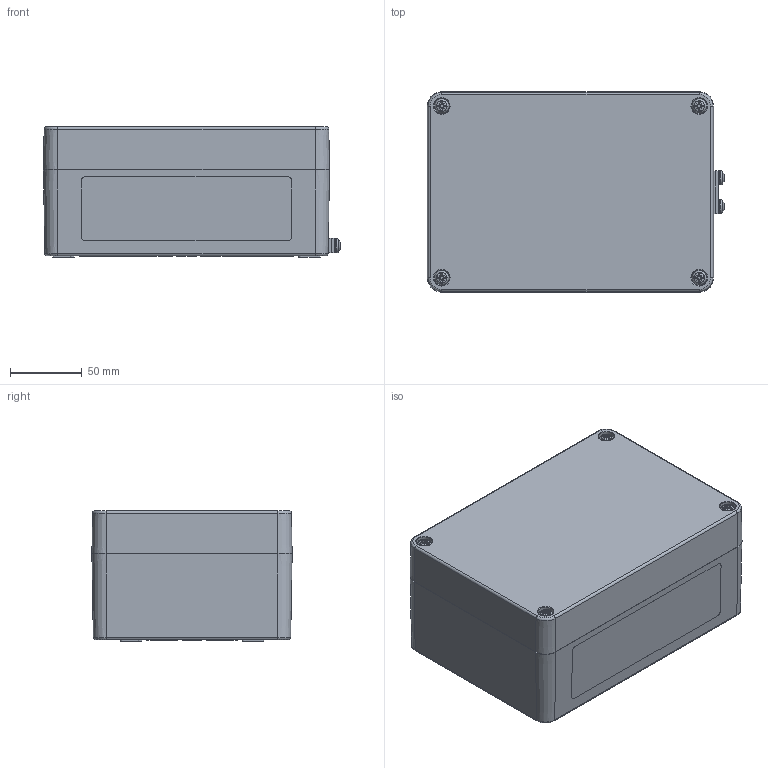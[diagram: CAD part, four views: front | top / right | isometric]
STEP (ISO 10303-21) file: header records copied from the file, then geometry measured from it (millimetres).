
FILE_DESCRIPTION(/* description */ (''),/* implementation_level */ '2;1');
FILE_NAME(/* name */ '3111108500-MBA_201490_VE.stp',/* time_stamp */ '2016-08-03T10:44:53+02:00',/* author */ ('Robin.Rentz'),/* organization */ (''),/* preprocessor_version */ 'ST-DEVELOPER v15.6',/* originating_system */ 'Autodesk Inventor 2015',/* authorisation */ '');
FILE_SCHEMA (('AUTOMOTIVE_DESIGN { 1 0 10303 214 3 1 1 }'));
Products named in the file (9): 3111108500-UT_201490_VE; 0100108501-OT_201490_VE; 1990000092 Schraube BM 6x35_10; Aussenerde groß; AS 1968 - 1976 - 5; ISO 8744 - 2 x 8(1); AS 1427 - M5 x 16(5) II; Aussenerde m5 2; 3111108500-MBA_201490_VE
Bounding box: 207.74 x 140 x 91 mm (x, y, z)
Volume: 597342 mm3; surface area: 249914.7 mm2
Topology: 13 solids, 13 shells, 1723 faces, 4253 edges, 2668 vertices
Faces by surface type: plane 622, bspline 400, cylinder 308, torus 228, cone 148, sphere 17
Full cylindrical faces by diameter (mm): 2 x3, 4.134 x2, 4.51 x2, 4.917 x11, 5 x6, 5.5 x4, 6 x4, 7 x4, 7.2 x5, 7.5 x4, 8 x5, 10 x8, 11 x4, 11.5 x4, 12 x2
Entity records: 52742 total; most frequent: CARTESIAN_POINT 18771, ORIENTED_EDGE 7304, DIRECTION 6098, EDGE_CURVE 3652, VERTEX_POINT 2363, AXIS2_PLACEMENT_3D 2130, LINE 1838, VECTOR 1838
